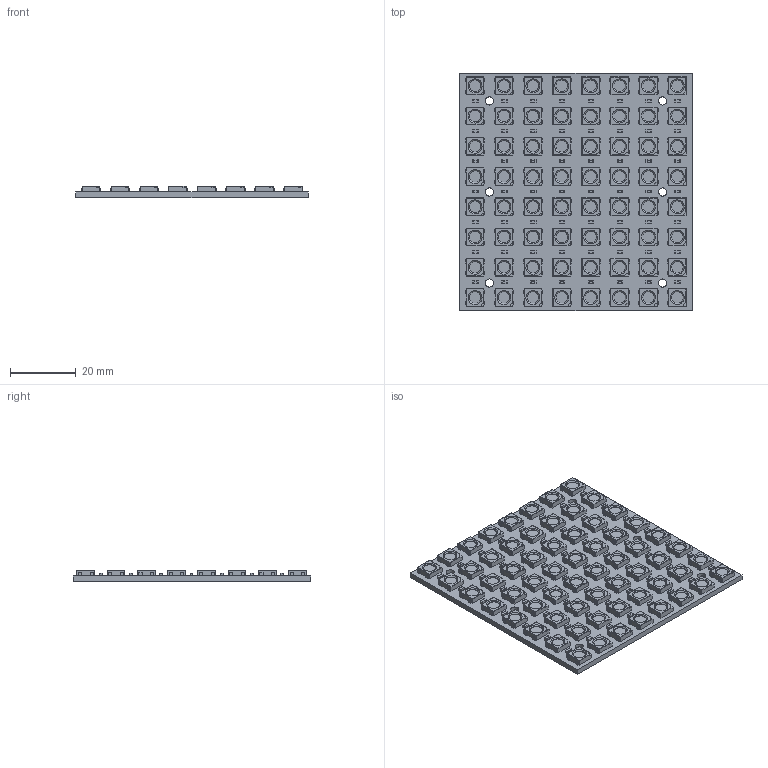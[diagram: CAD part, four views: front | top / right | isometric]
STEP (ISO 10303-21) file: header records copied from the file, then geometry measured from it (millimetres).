
FILE_DESCRIPTION(('FreeCAD Model'),'2;1');
FILE_NAME('Open CASCADE Shape Model','2025-05-02T07:09:13',('FreeCAD'),( 'FreeCAD'),'Open CASCADE STEP processor 7.6','FreeCAD','Unknown');
FILE_SCHEMA(('AUTOMOTIVE_DESIGN { 1 0 10303 214 1 1 1 1 }'));
Products named in the file (1): Open CASCADE STEP translator 7.6 1
Bounding box: 70.74 x 72.25 x 3.5 mm (x, y, z)
Volume: 11588.7 mm3; surface area: 18255.7 mm2
Topology: 199 solids, 199 shells, 7321 faces, 20625 edges, 13622 vertices
Faces by surface type: bspline 7321
Entity records: 218072 total; most frequent: CARTESIAN_POINT 97333, ORIENTED_EDGE 41250, EDGE_CURVE 20625, B_SPLINE_CURVE_WITH_KNOTS 16697, VERTEX_POINT 13622, FACE_BOUND 7823, EDGE_LOOP 7823, ADVANCED_FACE 7321
